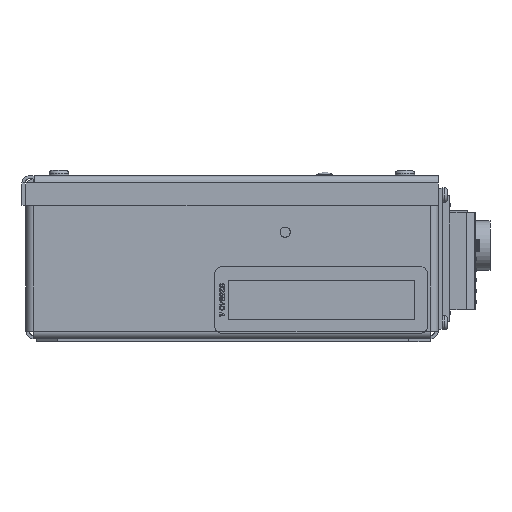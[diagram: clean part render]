
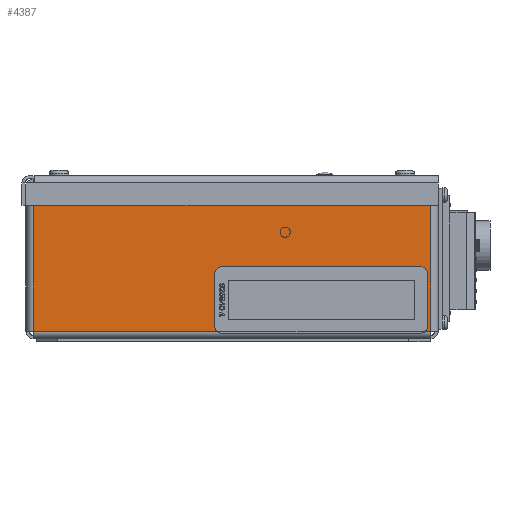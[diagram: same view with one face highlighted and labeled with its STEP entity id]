
A CAD part, left-side view. The second image highlights one B-rep face of the part: STEP entity #4387.
In plain terms, the highlighted planar face has unit normal (-1, 0, 0).
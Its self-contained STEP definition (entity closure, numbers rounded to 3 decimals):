
#4387 = ADVANCED_FACE( '', ( #9759 ), #9760, .T. );
#9759 = FACE_OUTER_BOUND( '', #13544, .T. );
#9760 = PLANE( '', #13545 );
#11591 = EDGE_CURVE( '', #15877, #15873, #15879, .T. );
#11627 = EDGE_CURVE( '', #15930, #15931, #15932, .T. );
#11630 = EDGE_CURVE( '', #15935, #15860, #15936, .T. );
#11831 = EDGE_CURVE( '', #16234, #15860, #16235, .F. );
#11889 = EDGE_CURVE( '', #15877, #16311, #16313, .T. );
#11905 = EDGE_CURVE( '', #15873, #16234, #16331, .T. );
#12230 = EDGE_CURVE( '', #16311, #15930, #16750, .T. );
#13544 = EDGE_LOOP( '', ( #21047, #21048, #21049, #21050, #21051, #21052, #21053, #21054, #21055, #21056, #21057, #21058, #21059, #21060 ) );
#13545 = AXIS2_PLACEMENT_3D( '', #21061, #21062, #21063 );
#15860 = VERTEX_POINT( '', #27130 );
#15873 = VERTEX_POINT( '', #27148 );
#15877 = VERTEX_POINT( '', #27153 );
#15879 = LINE( '', #27155, #27156 );
#15930 = VERTEX_POINT( '', #27267 );
#15931 = VERTEX_POINT( '', #27268 );
#15932 = LINE( '', #27269, #27270 );
#15935 = VERTEX_POINT( '', #27274 );
#15936 = LINE( '', #27275, #27276 );
#16234 = VERTEX_POINT( '', #27939 );
#16235 = LINE( '', #27940, #27941 );
#16311 = VERTEX_POINT( '', #28047 );
#16313 = LINE( '', #28050, #28051 );
#16331 = LINE( '', #28077, #28078 );
#16750 = LINE( '', #28678, #28679 );
#21047 = ORIENTED_EDGE( '', *, *, #11627, .T. );
#21048 = ORIENTED_EDGE( '', *, *, #29076, .F. );
#21049 = ORIENTED_EDGE( '', *, *, #29073, .F. );
#21050 = ORIENTED_EDGE( '', *, *, #29070, .F. );
#21051 = ORIENTED_EDGE( '', *, *, #29067, .F. );
#21052 = ORIENTED_EDGE( '', *, *, #29064, .F. );
#21053 = ORIENTED_EDGE( '', *, *, #29087, .F. );
#21054 = ORIENTED_EDGE( '', *, *, #29084, .F. );
#21055 = ORIENTED_EDGE( '', *, *, #11630, .T. );
#21056 = ORIENTED_EDGE( '', *, *, #11831, .F. );
#21057 = ORIENTED_EDGE( '', *, *, #11905, .F. );
#21058 = ORIENTED_EDGE( '', *, *, #11591, .F. );
#21059 = ORIENTED_EDGE( '', *, *, #11889, .T. );
#21060 = ORIENTED_EDGE( '', *, *, #12230, .T. );
#21061 = CARTESIAN_POINT( '', ( -101.6, 94.922, 38.1 ) );
#21062 = DIRECTION( '', ( -1., 0., 0. ) );
#21063 = DIRECTION( '', ( 0., 0., 1. ) );
#27130 = CARTESIAN_POINT( '', ( -101.6, -94.92, -34.597 ) );
#27148 = CARTESIAN_POINT( '', ( -101.6, -94.922, 34.597 ) );
#27153 = CARTESIAN_POINT( '', ( -101.6, 94.922, 34.597 ) );
#27155 = CARTESIAN_POINT( '', ( -101.6, 94.922, 34.597 ) );
#27156 = VECTOR( '', #32010, 1000. );
#27267 = CARTESIAN_POINT( '', ( -101.6, 94.92, -34.597 ) );
#27268 = CARTESIAN_POINT( '', ( -101.6, 7.357, -34.597 ) );
#27269 = CARTESIAN_POINT( '', ( -101.6, 94.922, -34.597 ) );
#27270 = VECTOR( '', #32037, 1000. );
#27274 = CARTESIAN_POINT( '', ( -101.6, -92.447, -34.597 ) );
#27275 = CARTESIAN_POINT( '', ( -101.6, 94.922, -34.597 ) );
#27276 = VECTOR( '', #32042, 1000. );
#27939 = CARTESIAN_POINT( '', ( -101.6, -94.922, -34.597 ) );
#27940 = CARTESIAN_POINT( '', ( -101.6, 94.922, -34.597 ) );
#27941 = VECTOR( '', #32214, 1000. );
#28047 = CARTESIAN_POINT( '', ( -101.6, 94.922, -34.597 ) );
#28050 = CARTESIAN_POINT( '', ( -101.6, 94.922, 38.1 ) );
#28051 = VECTOR( '', #32273, 1000. );
#28077 = CARTESIAN_POINT( '', ( -101.6, -94.922, 38.1 ) );
#28078 = VECTOR( '', #32291, 1000. );
#28678 = CARTESIAN_POINT( '', ( -101.6, 94.922, -34.597 ) );
#28679 = VECTOR( '', #32613, 1000. );
#29064 = EDGE_CURVE( '', #33007, #33009, #33010, .T. );
#29067 = EDGE_CURVE( '', #33009, #33014, #33015, .T. );
#29070 = EDGE_CURVE( '', #33014, #33019, #33020, .T. );
#29073 = EDGE_CURVE( '', #33019, #33024, #33025, .T. );
#29076 = EDGE_CURVE( '', #33024, #15931, #33029, .T. );
#29084 = EDGE_CURVE( '', #15935, #33041, #33042, .T. );
#29087 = EDGE_CURVE( '', #33041, #33007, #33045, .T. );
#32010 = DIRECTION( '', ( 0., -1., 0. ) );
#32037 = DIRECTION( '', ( 0., -1., 0. ) );
#32042 = DIRECTION( '', ( 0., -1., 0. ) );
#32214 = DIRECTION( '', ( 0., -1., 0. ) );
#32273 = DIRECTION( '', ( 0., 0., -1. ) );
#32291 = DIRECTION( '', ( 0., 0., -1. ) );
#32613 = DIRECTION( '', ( 0., -1., 0. ) );
#33007 = VERTEX_POINT( '', #37134 );
#33009 = VERTEX_POINT( '', #37137 );
#33010 = CIRCLE( '', #37138, 3.175 );
#33014 = VERTEX_POINT( '', #37144 );
#33015 = LINE( '', #37145, #37146 );
#33019 = VERTEX_POINT( '', #37151 );
#33020 = CIRCLE( '', #37152, 3.175 );
#33024 = VERTEX_POINT( '', #37158 );
#33025 = LINE( '', #37159, #37160 );
#33029 = CIRCLE( '', #37165, 3.175 );
#33041 = VERTEX_POINT( '', #37181 );
#33042 = CIRCLE( '', #37182, 3.175 );
#33045 = LINE( '', #37187, #37188 );
#37134 = CARTESIAN_POINT( '', ( -101.6, -93.345, -6.985 ) );
#37137 = CARTESIAN_POINT( '', ( -101.6, -90.17, -3.81 ) );
#37138 = AXIS2_PLACEMENT_3D( '', #44099, #44100, #44101 );
#37144 = CARTESIAN_POINT( '', ( -101.6, 5.08, -3.81 ) );
#37145 = CARTESIAN_POINT( '', ( -101.6, -90.17, -3.81 ) );
#37146 = VECTOR( '', #44104, 1000. );
#37151 = CARTESIAN_POINT( '', ( -101.6, 8.255, -6.985 ) );
#37152 = AXIS2_PLACEMENT_3D( '', #44109, #44110, #44111 );
#37158 = CARTESIAN_POINT( '', ( -101.6, 8.255, -32.385 ) );
#37159 = CARTESIAN_POINT( '', ( -101.6, 8.255, -6.985 ) );
#37160 = VECTOR( '', #44114, 1000. );
#37165 = AXIS2_PLACEMENT_3D( '', #44119, #44120, #44121 );
#37181 = CARTESIAN_POINT( '', ( -101.6, -93.345, -32.385 ) );
#37182 = AXIS2_PLACEMENT_3D( '', #44135, #44136, #44137 );
#37187 = CARTESIAN_POINT( '', ( -101.6, -93.345, -32.385 ) );
#37188 = VECTOR( '', #44140, 1000. );
#44099 = CARTESIAN_POINT( '', ( -101.6, -90.17, -6.985 ) );
#44100 = DIRECTION( '', ( -1., 0., 0. ) );
#44101 = DIRECTION( '', ( 0., 1., 0. ) );
#44104 = DIRECTION( '', ( 0., 1., 0. ) );
#44109 = CARTESIAN_POINT( '', ( -101.6, 5.08, -6.985 ) );
#44110 = DIRECTION( '', ( -1., 0., 0. ) );
#44111 = DIRECTION( '', ( 0., -1., 0. ) );
#44114 = DIRECTION( '', ( 0., 0., -1. ) );
#44119 = CARTESIAN_POINT( '', ( -101.6, 5.08, -32.385 ) );
#44120 = DIRECTION( '', ( -1., 0., 0. ) );
#44121 = DIRECTION( '', ( 0., 1., 0. ) );
#44135 = CARTESIAN_POINT( '', ( -101.6, -90.17, -32.385 ) );
#44136 = DIRECTION( '', ( -1., 0., 0. ) );
#44137 = DIRECTION( '', ( 0., 1., 0. ) );
#44140 = DIRECTION( '', ( 0., 0., 1. ) );
